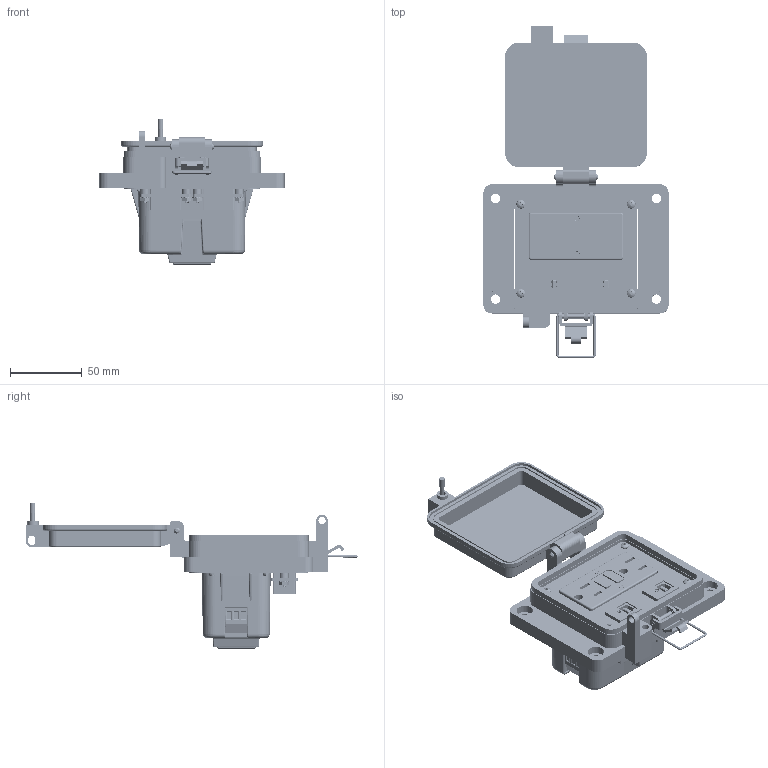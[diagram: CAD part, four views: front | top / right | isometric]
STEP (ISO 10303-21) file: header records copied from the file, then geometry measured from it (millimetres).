
FILE_DESCRIPTION (( 'STEP AP203' ), '1' );
FILE_NAME ('P-Q51#2-K3RF0_3D.STEP', '2021-08-19T15:00:46', ( '' ), ( '' ), 'SwSTEP 2.0', 'SolidWorks 2019', '' );
FILE_SCHEMA (( 'CONFIG_CONTROL_DESIGN' ));
Length unit declared in the file: millimetre
Products named in the file (16): 92005A124_METRIC PAN HEAD PHILLIPS MACHINE SCREW_92005A124; Q51; P-Q51#2-K3RF0_FP060_1; Z-200-OTLT-GFIH-15A_sheared; Z-120-RIOF-SHELL; Z-200-OTLT-RIOF-15A; -K3; Z-300-USB-AB-FF; Z-002-4401_4HN_90675A005; RF; P-Q51#2-K3RF0_BP180_1; P-Q51#2-K3RF0_3D; Z-H-K3_B; Z-001-SPR_11_16; Z-000-44011_8FH_91771A116
Assembly tree (28 placements, depth 4):
  P-Q51#2-K3RF0_3D
    P-Q51#2-K3RF0_BP180_1
    Q51
      Z-300-USB-AB-FF
    Q51
      Z-300-USB-AB-FF
    Z-000-44011_8FH_91771A116  x4
    Z-001-SPR_11_16  x4
    Z-002-4401_4HN_90675A005  x4
    RF
      Z-200-OTLT-RIOF-15A
        Z-120-RIOF-SHELL
        Z-200-OTLT-GFIH-15A_sheared
    P-Q51#2-K3RF0_FP060_1
    -K3
      Z-H-K3_B
    92005A124_METRIC PAN HEAD PHILLIPS MACHINE SCREW_92005A124  x4
Bounding box: 129 x 231.18 x 101.47 mm (x, y, z)
Volume: 311599.3 mm3; surface area: 189941.3 mm2
Topology: 47 solids, 53 shells, 6933 faces, 18387 edges, 11758 vertices
Faces by surface type: cylinder 2742, plane 2514, bspline 1252, cone 278, torus 89, sphere 58
Entity records: 222548 total; most frequent: CARTESIAN_POINT 104030, ORIENTED_EDGE 27208, DIRECTION 19812, EDGE_CURVE 13604, VERTEX_POINT 8597, VECTOR 7666, LINE 7666, AXIS2_PLACEMENT_3D 6073
